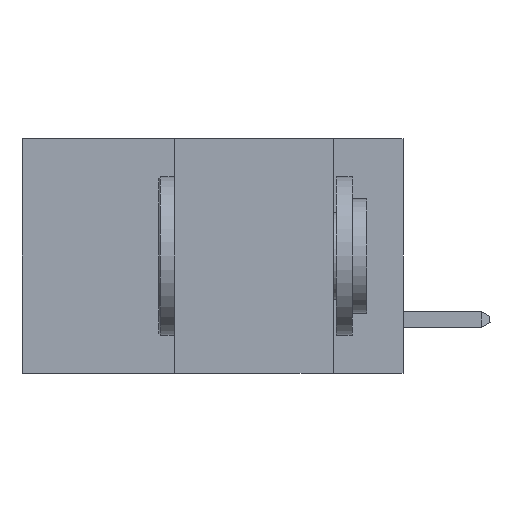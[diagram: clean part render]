
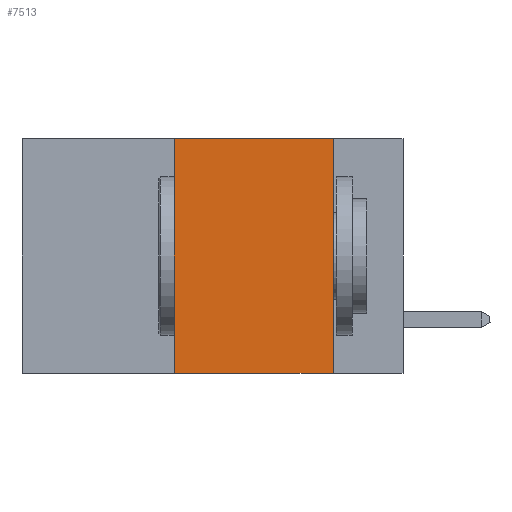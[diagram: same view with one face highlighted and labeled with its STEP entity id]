
A CAD part, left-side view. The second image highlights one B-rep face of the part: STEP entity #7513.
In plain terms, the highlighted planar face has unit normal (-1, 0, 0).
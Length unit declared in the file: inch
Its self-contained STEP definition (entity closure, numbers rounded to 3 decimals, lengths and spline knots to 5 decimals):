
#100 = FACE_OUTER_BOUND ( 'NONE', #8667, .T. ) ;
#278 = EDGE_CURVE ( 'NONE', #2839, #766, #6125, .T. ) ;
#477 = DIRECTION ( 'NONE',  ( 1., 0., 0. ) ) ;
#664 = CARTESIAN_POINT ( 'NONE',  ( 0., 0.6, -0.37 ) ) ;
#760 = ORIENTED_EDGE ( 'NONE', *, *, #8220, .T. ) ;
#766 = VERTEX_POINT ( 'NONE', #9485 ) ;
#1083 = CARTESIAN_POINT ( 'NONE',  ( 0., 0.11, 0. ) ) ;
#1547 = VECTOR ( 'NONE', #6101, 39.37008 ) ;
#1936 = VERTEX_POINT ( 'NONE', #6416 ) ;
#2142 = CARTESIAN_POINT ( 'NONE',  ( 0., 0.36, 0. ) ) ;
#2514 = VECTOR ( 'NONE', #7239, 39.37008 ) ;
#2839 = VERTEX_POINT ( 'NONE', #1083 ) ;
#3312 = VECTOR ( 'NONE', #7326, 39.37008 ) ;
#3652 = LINE ( 'NONE', #664, #3312 ) ;
#3830 = AXIS2_PLACEMENT_3D ( 'NONE', #9338, #477, #7710 ) ;
#3897 = LINE ( 'NONE', #9098, #7005 ) ;
#3939 = ORIENTED_EDGE ( 'NONE', *, *, #278, .F. ) ;
#4364 = CARTESIAN_POINT ( 'NONE',  ( 0., 0.11, 0. ) ) ;
#4657 = DIRECTION ( 'NONE',  ( 0., -1., 0. ) ) ;
#5707 = CARTESIAN_POINT ( 'NONE',  ( 0., 0.36, 0. ) ) ;
#6101 = DIRECTION ( 'NONE',  ( 0., 0., -1. ) ) ;
#6125 = LINE ( 'NONE', #4364, #1547 ) ;
#6416 = CARTESIAN_POINT ( 'NONE',  ( 0., 0.36, -0.37 ) ) ;
#6894 = EDGE_CURVE ( 'NONE', #9175, #2839, #3897, .T. ) ;
#7005 = VECTOR ( 'NONE', #4657, 39.37008 ) ;
#7239 = DIRECTION ( 'NONE',  ( 0., 0., 1. ) ) ;
#7326 = DIRECTION ( 'NONE',  ( 0., -1., 0. ) ) ;
#7513 = ADVANCED_FACE ( 'NONE', ( #100 ), #9306, .F. ) ;
#7710 = DIRECTION ( 'NONE',  ( 0., 0., -1. ) ) ;
#7805 = LINE ( 'NONE', #2142, #2514 ) ;
#8220 = EDGE_CURVE ( 'NONE', #1936, #766, #3652, .T. ) ;
#8667 = EDGE_LOOP ( 'NONE', ( #3939, #9242, #8675, #760 ) ) ;
#8675 = ORIENTED_EDGE ( 'NONE', *, *, #8875, .F. ) ;
#8875 = EDGE_CURVE ( 'NONE', #1936, #9175, #7805, .T. ) ;
#9098 = CARTESIAN_POINT ( 'NONE',  ( 0., 0.6, 0. ) ) ;
#9175 = VERTEX_POINT ( 'NONE', #5707 ) ;
#9242 = ORIENTED_EDGE ( 'NONE', *, *, #6894, .F. ) ;
#9306 = PLANE ( 'NONE',  #3830 ) ;
#9338 = CARTESIAN_POINT ( 'NONE',  ( 0., 0.6, 0. ) ) ;
#9485 = CARTESIAN_POINT ( 'NONE',  ( 0., 0.11, -0.37 ) ) ;
